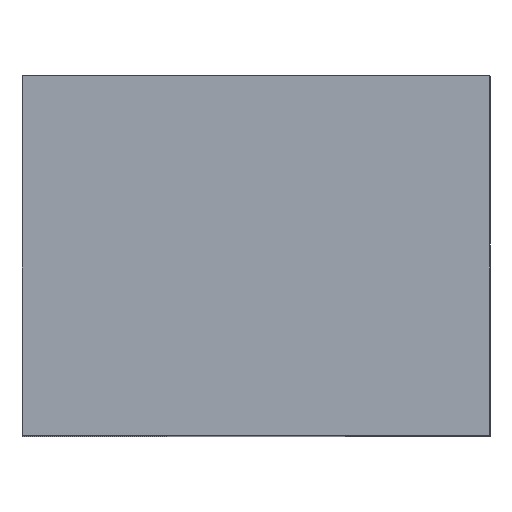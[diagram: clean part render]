
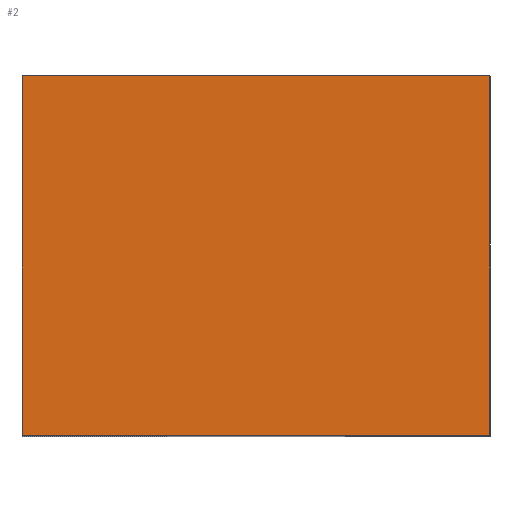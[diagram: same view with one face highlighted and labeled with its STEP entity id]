
A CAD part, top view. The second image highlights one B-rep face of the part: STEP entity #2.
In plain terms, the highlighted planar face has unit normal (0, 0, 1).
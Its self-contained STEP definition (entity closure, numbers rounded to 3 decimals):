
#2 = ADVANCED_FACE ( 'NONE', ( #695 ), #910, .F. ) ;
#125 = EDGE_CURVE ( 'NONE', #463, #195, #574, .T. ) ;
#153 = CARTESIAN_POINT ( 'NONE',  ( -0.325, 0.5, 0.425 ) ) ;
#195 = VERTEX_POINT ( 'NONE', #630 ) ;
#212 = ORIENTED_EDGE ( 'NONE', *, *, #642, .F. ) ;
#267 = DIRECTION ( 'NONE',  ( 0., 0., -1. ) ) ;
#270 = CARTESIAN_POINT ( 'NONE',  ( 0.325, 0.5, 0.425 ) ) ;
#344 = CARTESIAN_POINT ( 'NONE',  ( 0.325, 0., 0.425 ) ) ;
#399 = ORIENTED_EDGE ( 'NONE', *, *, #693, .T. ) ;
#410 = CARTESIAN_POINT ( 'NONE',  ( -0.325, 0., 0.425 ) ) ;
#454 = DIRECTION ( 'NONE',  ( 1., 0., 0. ) ) ;
#463 = VERTEX_POINT ( 'NONE', #1260 ) ;
#496 = DIRECTION ( 'NONE',  ( -1., 0., 0. ) ) ;
#505 = VECTOR ( 'NONE', #730, 1000. ) ;
#574 = LINE ( 'NONE', #937, #505 ) ;
#621 = LINE ( 'NONE', #344, #861 ) ;
#630 = CARTESIAN_POINT ( 'NONE',  ( 0.325, 0., 0.425 ) ) ;
#633 = DIRECTION ( 'NONE',  ( 0., -1., 0. ) ) ;
#642 = EDGE_CURVE ( 'NONE', #1159, #463, #911, .T. ) ;
#693 = EDGE_CURVE ( 'NONE', #1270, #195, #621, .T. ) ;
#695 = FACE_OUTER_BOUND ( 'NONE', #849, .T. ) ;
#730 = DIRECTION ( 'NONE',  ( 0., -1., 0. ) ) ;
#767 = AXIS2_PLACEMENT_3D ( 'NONE', #270, #267, #496 ) ;
#808 = CARTESIAN_POINT ( 'NONE',  ( -0.325, 0.5, 0.425 ) ) ;
#841 = VECTOR ( 'NONE', #1381, 1000. ) ;
#849 = EDGE_LOOP ( 'NONE', ( #399, #1305, #212, #871 ) ) ;
#861 = VECTOR ( 'NONE', #454, 1000. ) ;
#871 = ORIENTED_EDGE ( 'NONE', *, *, #1173, .T. ) ;
#910 = PLANE ( 'NONE',  #767 ) ;
#911 = LINE ( 'NONE', #1285, #841 ) ;
#937 = CARTESIAN_POINT ( 'NONE',  ( 0.325, 0.5, 0.425 ) ) ;
#1001 = VECTOR ( 'NONE', #633, 1000. ) ;
#1052 = LINE ( 'NONE', #808, #1001 ) ;
#1159 = VERTEX_POINT ( 'NONE', #153 ) ;
#1173 = EDGE_CURVE ( 'NONE', #1159, #1270, #1052, .T. ) ;
#1260 = CARTESIAN_POINT ( 'NONE',  ( 0.325, 0.5, 0.425 ) ) ;
#1270 = VERTEX_POINT ( 'NONE', #410 ) ;
#1285 = CARTESIAN_POINT ( 'NONE',  ( 0.325, 0.5, 0.425 ) ) ;
#1305 = ORIENTED_EDGE ( 'NONE', *, *, #125, .F. ) ;
#1381 = DIRECTION ( 'NONE',  ( 1., 0., 0. ) ) ;
